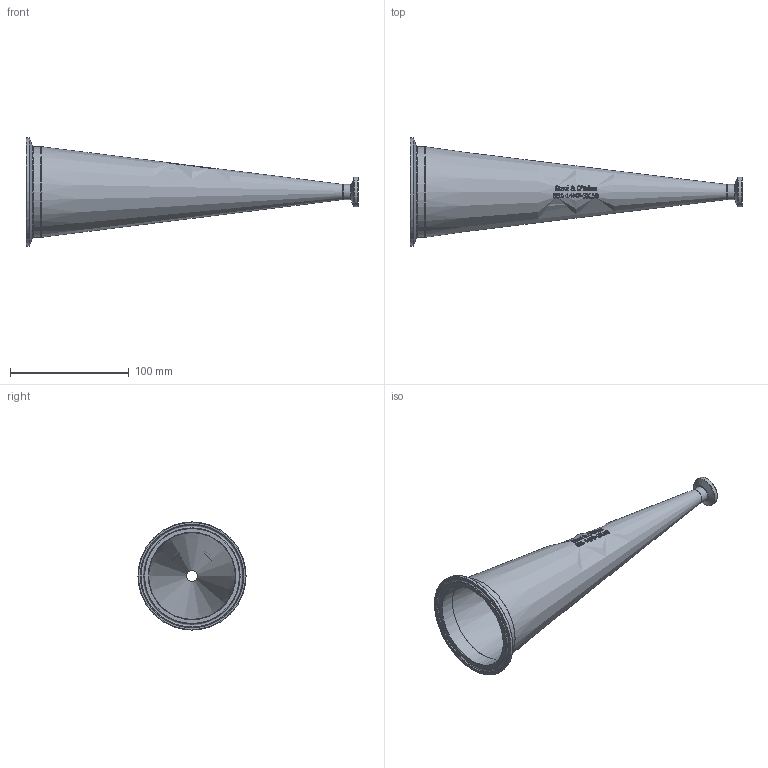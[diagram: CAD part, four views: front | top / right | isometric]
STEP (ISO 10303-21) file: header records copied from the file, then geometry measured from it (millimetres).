
FILE_DESCRIPTION(/* description */ (''),/* implementation_level */ '2;1');
FILE_NAME(/* name */ 'S31-14MP-3X.50.stp',/* time_stamp */ '2018-11-28T08:48:58-05:00',/* author */ ('rick'),/* organization */ (''),/* preprocessor_version */ 'ST-DEVELOPER v15.2',/* originating_system */ 'Autodesk Inventor 2014',/* authorisation */ '');
FILE_SCHEMA (('AUTOMOTIVE_DESIGN { 1 0 10303 214 3 1 1 }'));
Length unit declared in the file: inch
Products named in the file (1): S31-14MP-3X.50
Bounding box: 279.4 x 90.91 x 90.91 mm (x, y, z)
Volume: 70421 mm3; surface area: 80927.6 mm2
Topology: 1 solids, 1 shells, 470 faces, 1250 edges, 827 vertices
Faces by surface type: bspline 208, plane 194, cone 46, torus 15, cylinder 7
Full cylindrical faces by diameter (mm): 9.398 x1, 12.7 x1, 21.895 x1, 24.994 x1, 72.898 x1, 76.2 x1, 90.907 x1
Entity records: 18196 total; most frequent: CARTESIAN_POINT 7775, ORIENTED_EDGE 2438, DIRECTION 1550, EDGE_CURVE 1219, VERTEX_POINT 825, LINE 558, VECTOR 558, EDGE_LOOP 546
